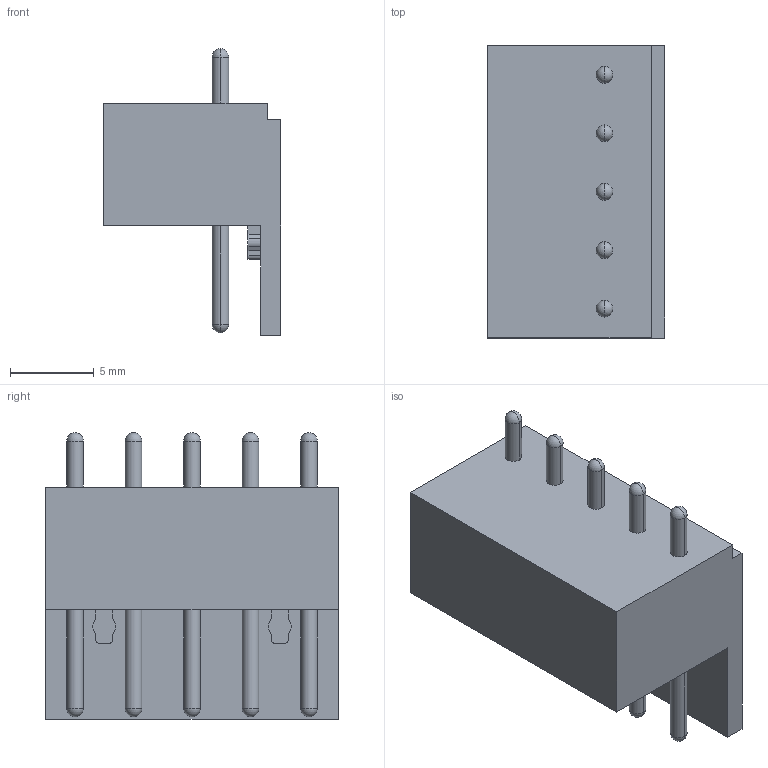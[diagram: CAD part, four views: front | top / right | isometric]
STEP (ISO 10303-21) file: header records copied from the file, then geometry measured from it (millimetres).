
FILE_DESCRIPTION((''),'2;1');
FILE_NAME('TL007T-XXP','2024-11-13T14:11:29',('sheji'),(''),'CREO PARAMETRIC BY PTC INC, 2018100','CREO PARAMETRIC BY PTC INC, 2018100','');
FILE_SCHEMA(('CONFIG_CONTROL_DESIGN'));
Length unit declared in the file: millimetre
Products named in the file (1): TL007T-XXP
Bounding box: 10.6 x 17.5 x 17.15 mm (x, y, z)
Volume: 1526.9 mm3; surface area: 1177.2 mm2
Topology: 1 solids, 1 shells, 78 faces, 208 edges, 122 vertices
Faces by surface type: plane 30, cylinder 28, sphere 20
Entity records: 2326 total; most frequent: DIRECTION 420, CARTESIAN_POINT 388, ORIENTED_EDGE 376, EDGE_CURVE 188, AXIS2_PLACEMENT_3D 154, VERTEX_POINT 122, VECTOR 112, LINE 112
